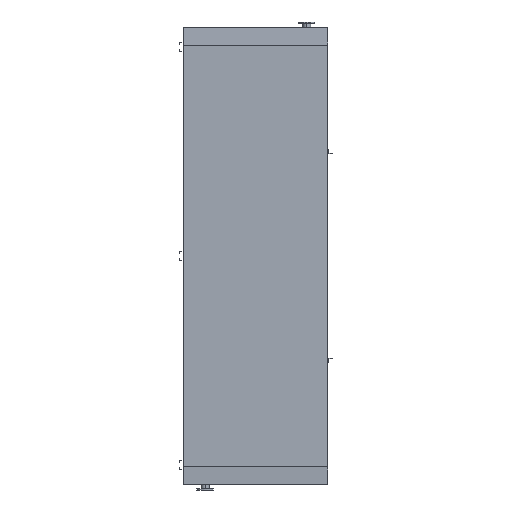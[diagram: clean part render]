
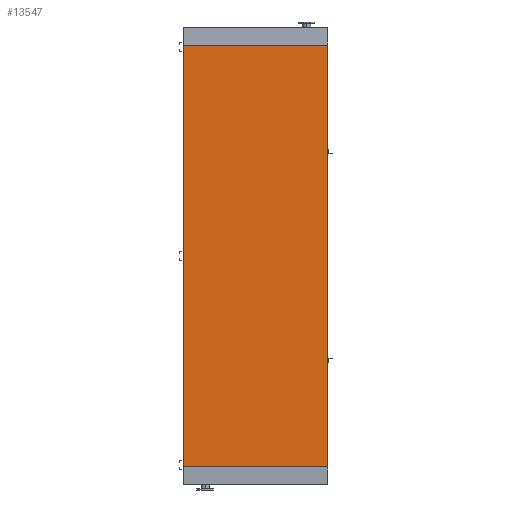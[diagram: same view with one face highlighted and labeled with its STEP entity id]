
A CAD part, front view. The second image highlights one B-rep face of the part: STEP entity #13547.
In plain terms, the highlighted planar face has unit normal (0, -1, 0).
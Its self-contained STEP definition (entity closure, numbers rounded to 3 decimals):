
#54 = VERTEX_POINT ( 'NONE', #10318 ) ;
#451 = CARTESIAN_POINT ( 'NONE',  ( -965., 0., -5650. ) ) ;
#1013 = ORIENTED_EDGE ( 'NONE', *, *, #7596, .T. ) ;
#1130 = VECTOR ( 'NONE', #3417, 1000. ) ;
#1163 = DIRECTION ( 'NONE',  ( 0., -1., 0. ) ) ;
#1581 = DIRECTION ( 'NONE',  ( 0., 0., 1. ) ) ;
#2256 = DIRECTION ( 'NONE',  ( 0., 0., -1. ) ) ;
#2474 = LINE ( 'NONE', #10413, #1130 ) ;
#2885 = VERTEX_POINT ( 'NONE', #451 ) ;
#3182 = VECTOR ( 'NONE', #11261, 1000. ) ;
#3346 = PLANE ( 'NONE',  #11861 ) ;
#3417 = DIRECTION ( 'NONE',  ( 1., 0., 0. ) ) ;
#3661 = ORIENTED_EDGE ( 'NONE', *, *, #12799, .F. ) ;
#3799 = VERTEX_POINT ( 'NONE', #3943 ) ;
#3904 = CARTESIAN_POINT ( 'NONE',  ( -965., 0., -5650. ) ) ;
#3943 = CARTESIAN_POINT ( 'NONE',  ( -965., 0., 0. ) ) ;
#4066 = ORIENTED_EDGE ( 'NONE', *, *, #7657, .T. ) ;
#4375 = CARTESIAN_POINT ( 'NONE',  ( -965., 0., -5650. ) ) ;
#4447 = FACE_OUTER_BOUND ( 'NONE', #8704, .T. ) ;
#5500 = CARTESIAN_POINT ( 'NONE',  ( -965., 0., -5650. ) ) ;
#7171 = CARTESIAN_POINT ( 'NONE',  ( 965., 0., -5650. ) ) ;
#7596 = EDGE_CURVE ( 'NONE', #2885, #10261, #12364, .T. ) ;
#7657 = EDGE_CURVE ( 'NONE', #10261, #54, #9215, .T. ) ;
#8704 = EDGE_LOOP ( 'NONE', ( #14113, #3661, #1013, #4066 ) ) ;
#9215 = LINE ( 'NONE', #7171, #10401 ) ;
#10141 = EDGE_CURVE ( 'NONE', #3799, #54, #2474, .T. ) ;
#10261 = VERTEX_POINT ( 'NONE', #10850 ) ;
#10318 = CARTESIAN_POINT ( 'NONE',  ( 965., 0., 0. ) ) ;
#10394 = LINE ( 'NONE', #3904, #13717 ) ;
#10401 = VECTOR ( 'NONE', #12647, 1000. ) ;
#10413 = CARTESIAN_POINT ( 'NONE',  ( -965., 0., 0. ) ) ;
#10850 = CARTESIAN_POINT ( 'NONE',  ( 965., 0., -5650. ) ) ;
#11261 = DIRECTION ( 'NONE',  ( 1., 0., 0. ) ) ;
#11861 = AXIS2_PLACEMENT_3D ( 'NONE', #4375, #1163, #2256 ) ;
#12364 = LINE ( 'NONE', #5500, #3182 ) ;
#12647 = DIRECTION ( 'NONE',  ( 0., 0., 1. ) ) ;
#12799 = EDGE_CURVE ( 'NONE', #2885, #3799, #10394, .T. ) ;
#13547 = ADVANCED_FACE ( 'NONE', ( #4447 ), #3346, .T. ) ;
#13717 = VECTOR ( 'NONE', #1581, 1000. ) ;
#14113 = ORIENTED_EDGE ( 'NONE', *, *, #10141, .F. ) ;
